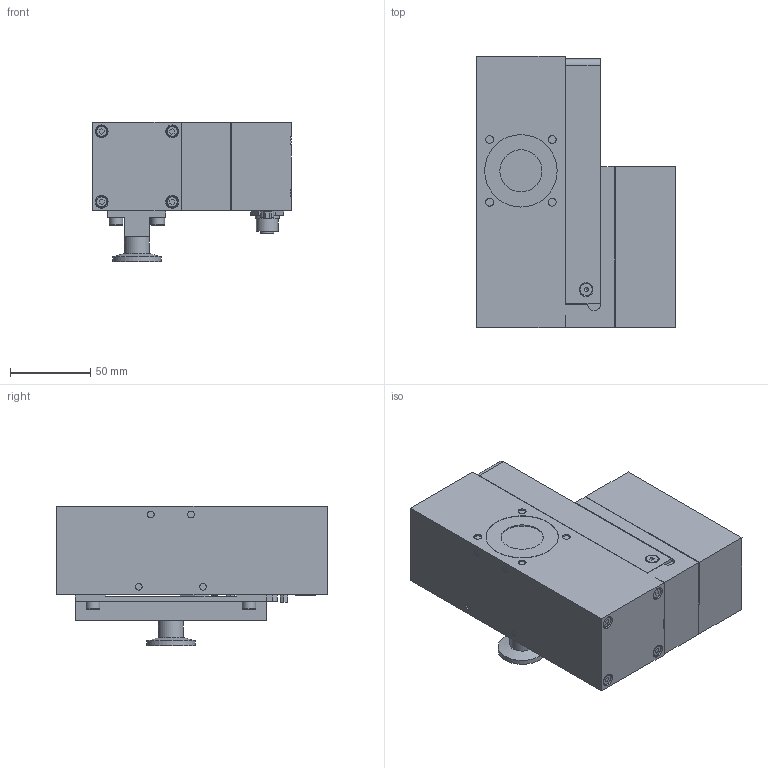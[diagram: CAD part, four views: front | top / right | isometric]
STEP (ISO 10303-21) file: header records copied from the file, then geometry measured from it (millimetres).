
FILE_DESCRIPTION((''),'2;1');
FILE_NAME('PM902106.stp','2008-07-22T11:59:14',('leib'),(''),'Autodesk Inventor 11','Autodesk Inventor 11','');
FILE_SCHEMA(('AUTOMOTIVE_DESIGN { 1 0 10303 214 1 1 1 1 }'));
Length unit declared in the file: millimetre
Products named in the file (1): PM902106
Bounding box: 123.5 x 168.4 x 86.5 mm (x, y, z)
Volume: 933033.4 mm3; surface area: 138047.6 mm2
Topology: 1 solids, 18 shells, 644 faces, 1557 edges, 1025 vertices
Faces by surface type: plane 370, cylinder 162, bspline 63, torus 24, cone 17, sphere 8
Full cylindrical faces by diameter (mm): 2.5 x2, 3 x1, 3.242 x1, 3.3 x8, 4 x1, 4.134 x4, 5 x4, 5.5 x4, 6 x4, 7 x9, 7.2 x3, 7.53 x2, 8 x2, 8.5 x4, 13.5 x1, 14.2 x1, 15 x1, 15.5 x1, 16 x3, 26.5 x1, 28 x2, 30 x1, 32 x2
Entity records: 18206 total; most frequent: CARTESIAN_POINT 4222, DIRECTION 2894, ORIENTED_EDGE 2620, EDGE_CURVE 1310, AXIS2_PLACEMENT_3D 1059, VERTEX_POINT 938, EDGE_LOOP 910, VECTOR 776
